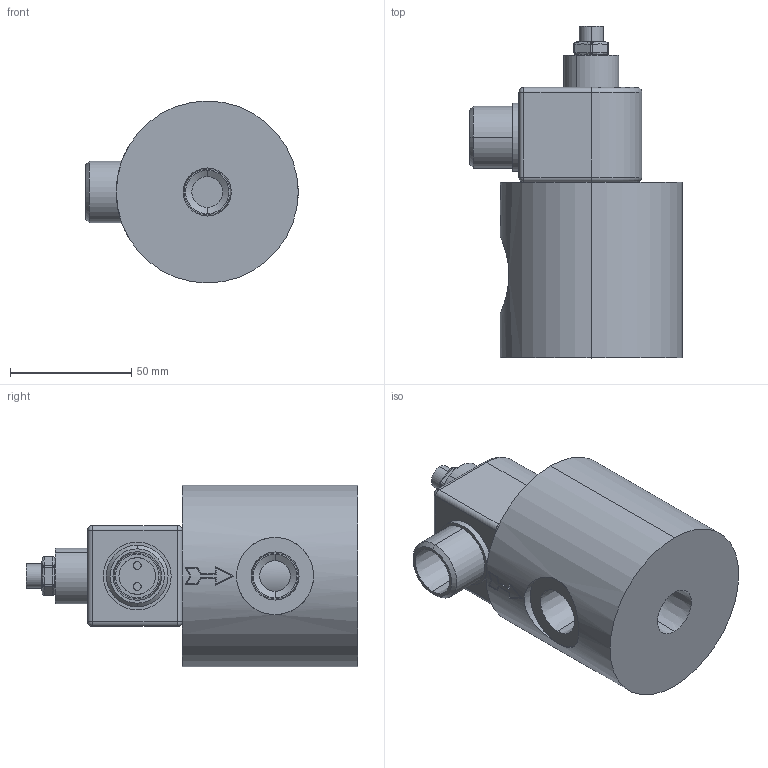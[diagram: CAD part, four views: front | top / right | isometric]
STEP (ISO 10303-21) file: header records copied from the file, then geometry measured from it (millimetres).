
FILE_DESCRIPTION (( 'STEP AP214' ), '1' );
FILE_NAME ('EH40-08-D012-NO.STEP', '2017-07-19T14:20:01', ( '' ), ( '' ), 'SwSTEP 2.0', 'SolidWorks 2014', '' );
FILE_SCHEMA (( 'AUTOMOTIVE_DESIGN' ));
Length unit declared in the file: inch
Products named in the file (1): EH40-08-D012-NO
Bounding box: 87.5 x 136.65 x 74.93 mm (x, y, z)
Volume: 392234.4 mm3; surface area: 39663.9 mm2
Topology: 1 solids, 1 shells, 161 faces, 348 edges, 208 vertices
Faces by surface type: plane 61, cylinder 54, cone 16, sphere 16, bspline 12, torus 2
Entity records: 4833 total; most frequent: CARTESIAN_POINT 1345, DIRECTION 744, ORIENTED_EDGE 688, EDGE_CURVE 344, AXIS2_PLACEMENT_3D 294, VERTEX_POINT 208, EDGE_LOOP 184, FACE_OUTER_BOUND 161
